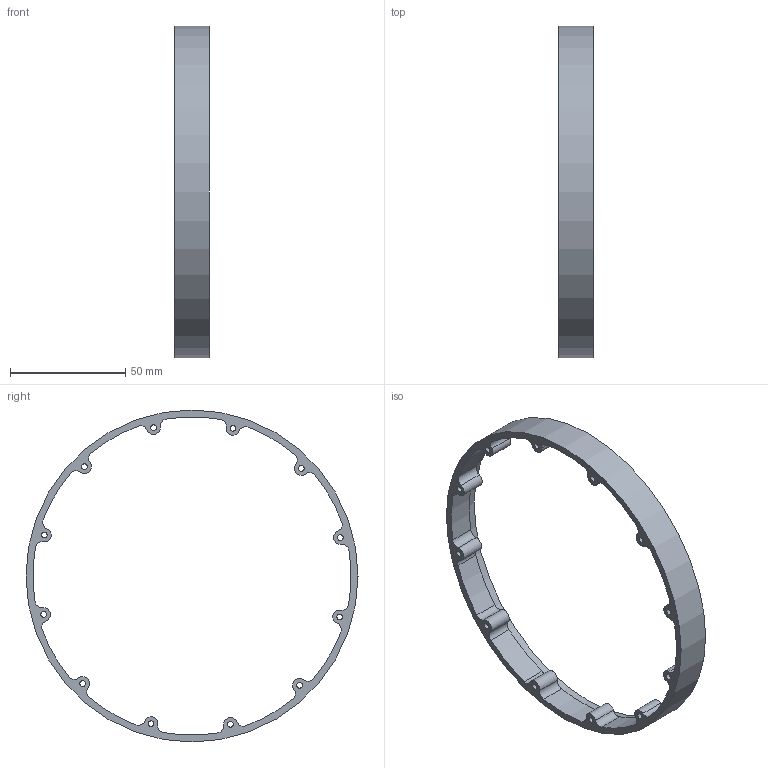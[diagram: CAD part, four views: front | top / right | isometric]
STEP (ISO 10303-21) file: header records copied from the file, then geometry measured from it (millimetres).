
FILE_DESCRIPTION(/* description */ (''),/* implementation_level */ '2;1');
FILE_NAME(/* name */ '',/* time_stamp */ '2024-09-25T21:17:29+08:00',/* author */ (''),/* organization */ (''),/* preprocessor_version */ 'ST-DEVELOPER v20',/* originating_system */ 'Autodesk Translation Framework v13.20.0.188',/* authorisation */ '');
FILE_SCHEMA (('AUTOMOTIVE_DESIGN { 1 0 10303 214 3 1 1 }'));
Length unit declared in the file: millimetre
Products named in the file (1): CNC_A96061__轮毂
Bounding box: 15 x 144 x 144 mm (x, y, z)
Volume: 21935.7 mm3; surface area: 18401.8 mm2
Topology: 1 solids, 1 shells, 65 faces, 186 edges, 124 vertices
Faces by surface type: cylinder 62, plane 3
Full cylindrical faces by diameter (mm): 2.5 x12, 140 x1, 144 x1
Entity records: 2296 total; most frequent: DIRECTION 442, CARTESIAN_POINT 376, ORIENTED_EDGE 372, AXIS2_PLACEMENT_3D 190, EDGE_CURVE 186, CIRCLE 124, VERTEX_POINT 124, EDGE_LOOP 92
